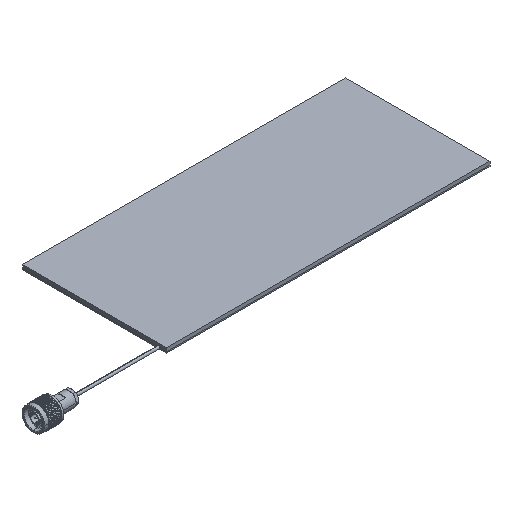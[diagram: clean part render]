
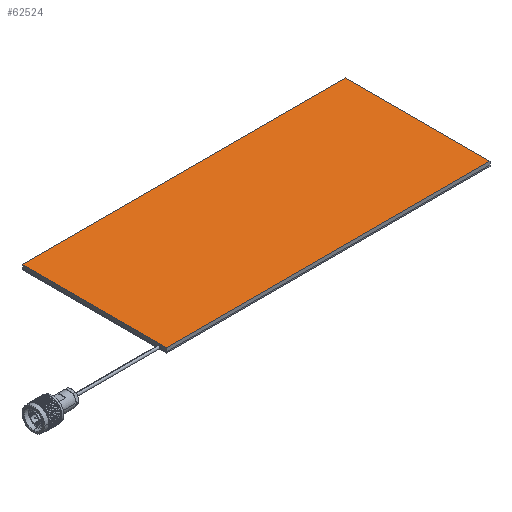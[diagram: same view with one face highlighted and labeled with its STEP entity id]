
A CAD part, isometric view. The second image highlights one B-rep face of the part: STEP entity #62524.
In plain terms, the highlighted planar face has unit normal (0, 0, 1).
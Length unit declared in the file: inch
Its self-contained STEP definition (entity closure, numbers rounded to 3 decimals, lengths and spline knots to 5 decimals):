
#1145 = VERTEX_POINT ( 'NONE', #41700 ) ;
#1691 = LINE ( 'NONE', #31069, #25500 ) ;
#7016 = CARTESIAN_POINT ( 'NONE',  ( -5.51181, -2.46063, 0.15748 ) ) ;
#12713 = ORIENTED_EDGE ( 'NONE', *, *, #82106, .F. ) ;
#16276 = ORIENTED_EDGE ( 'NONE', *, *, #62407, .F. ) ;
#21384 = EDGE_CURVE ( 'NONE', #56022, #24323, #93751, .T. ) ;
#22373 = ORIENTED_EDGE ( 'NONE', *, *, #24524, .F. ) ;
#23051 = DIRECTION ( 'NONE',  ( 0., -1., 0. ) ) ;
#23537 = PLANE ( 'NONE',  #72876 ) ;
#24323 = VERTEX_POINT ( 'NONE', #97709 ) ;
#24524 = EDGE_CURVE ( 'NONE', #24323, #1145, #26463, .T. ) ;
#25500 = VECTOR ( 'NONE', #62389, 39.37008 ) ;
#26463 = LINE ( 'NONE', #65242, #60727 ) ;
#31069 = CARTESIAN_POINT ( 'NONE',  ( -16.53543, -2.46063, 0.15748 ) ) ;
#33582 = VECTOR ( 'NONE', #55474, 39.37008 ) ;
#33938 = DIRECTION ( 'NONE',  ( 0., 1., 0. ) ) ;
#35538 = LINE ( 'NONE', #37509, #58642 ) ;
#37509 = CARTESIAN_POINT ( 'NONE',  ( -5.51181, -2.46063, 0.15748 ) ) ;
#39478 = CARTESIAN_POINT ( 'NONE',  ( -5.51181, -7.38189, 0.15748 ) ) ;
#39950 = CARTESIAN_POINT ( 'NONE',  ( 0., 0., 0.15748 ) ) ;
#41700 = CARTESIAN_POINT ( 'NONE',  ( -16.53543, -2.46063, 0.15748 ) ) ;
#46472 = DIRECTION ( 'NONE',  ( 0., 0., -1. ) ) ;
#55474 = DIRECTION ( 'NONE',  ( -1., 0., 0. ) ) ;
#56022 = VERTEX_POINT ( 'NONE', #39478 ) ;
#57884 = EDGE_LOOP ( 'NONE', ( #76981, #16276, #12713, #22373 ) ) ;
#58642 = VECTOR ( 'NONE', #23051, 39.37008 ) ;
#60727 = VECTOR ( 'NONE', #33938, 39.37008 ) ;
#62389 = DIRECTION ( 'NONE',  ( 1., 0., 0. ) ) ;
#62407 = EDGE_CURVE ( 'NONE', #82945, #56022, #35538, .T. ) ;
#62524 = ADVANCED_FACE ( 'NONE', ( #85200 ), #23537, .F. ) ;
#65242 = CARTESIAN_POINT ( 'NONE',  ( -16.53543, -7.38189, 0.15748 ) ) ;
#70269 = DIRECTION ( 'NONE',  ( 0., -1., 0. ) ) ;
#72876 = AXIS2_PLACEMENT_3D ( 'NONE', #39950, #46472, #70269 ) ;
#76981 = ORIENTED_EDGE ( 'NONE', *, *, #21384, .F. ) ;
#82106 = EDGE_CURVE ( 'NONE', #1145, #82945, #1691, .T. ) ;
#82945 = VERTEX_POINT ( 'NONE', #7016 ) ;
#85200 = FACE_OUTER_BOUND ( 'NONE', #57884, .T. ) ;
#92782 = CARTESIAN_POINT ( 'NONE',  ( -5.51181, -7.38189, 0.15748 ) ) ;
#93751 = LINE ( 'NONE', #92782, #33582 ) ;
#97709 = CARTESIAN_POINT ( 'NONE',  ( -16.53543, -7.38189, 0.15748 ) ) ;
